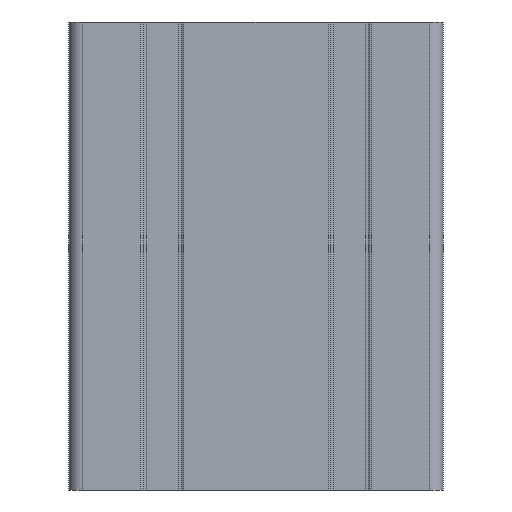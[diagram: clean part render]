
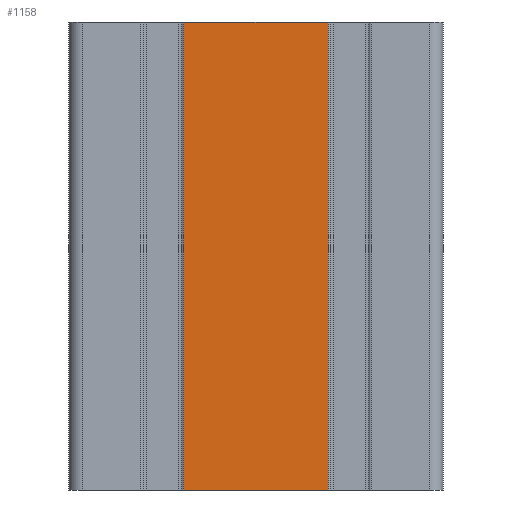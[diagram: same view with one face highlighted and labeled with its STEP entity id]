
A CAD part, left-side view. The second image highlights one B-rep face of the part: STEP entity #1158.
In plain terms, the highlighted planar face has unit normal (-1, 0, 0).
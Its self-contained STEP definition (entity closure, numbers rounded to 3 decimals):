
#38=PLANE('',#1266);
#84=FACE_OUTER_BOUND('',#147,.T.);
#147=EDGE_LOOP('',(#931,#932,#933,#934));
#244=LINE('',#1867,#356);
#256=LINE('',#1907,#368);
#258=LINE('',#1913,#370);
#259=LINE('',#1914,#371);
#356=VECTOR('',#1498,30.8);
#368=VECTOR('',#1538,100.);
#370=VECTOR('',#1544,100.);
#371=VECTOR('',#1545,30.8);
#541=VERTEX_POINT('',#1864);
#542=VERTEX_POINT('',#1866);
#556=VERTEX_POINT('',#1906);
#558=VERTEX_POINT('',#1912);
#680=EDGE_CURVE('',#541,#542,#244,.T.);
#701=EDGE_CURVE('',#542,#556,#256,.T.);
#704=EDGE_CURVE('',#558,#541,#258,.T.);
#705=EDGE_CURVE('',#556,#558,#259,.T.);
#931=ORIENTED_EDGE('',*,*,#701,.F.);
#932=ORIENTED_EDGE('',*,*,#680,.F.);
#933=ORIENTED_EDGE('',*,*,#704,.F.);
#934=ORIENTED_EDGE('',*,*,#705,.F.);
#1158=ADVANCED_FACE('',(#84),#38,.T.);
#1266=AXIS2_PLACEMENT_3D('',#1911,#1542,#1543);
#1498=DIRECTION('',(0.,1.,0.));
#1538=DIRECTION('',(0.,0.,1.));
#1542=DIRECTION('center_axis',(-1.,0.,0.));
#1543=DIRECTION('ref_axis',(0.,-1.,0.));
#1544=DIRECTION('',(0.,0.,-1.));
#1545=DIRECTION('',(0.,-1.,0.));
#1864=CARTESIAN_POINT('',(-8.,-15.4,0.));
#1866=CARTESIAN_POINT('',(-8.,15.4,0.));
#1867=CARTESIAN_POINT('',(-8.,-37.,0.));
#1906=CARTESIAN_POINT('',(-8.,15.4,100.));
#1907=CARTESIAN_POINT('',(-8.,15.4,0.));
#1911=CARTESIAN_POINT('Origin',(-8.,37.,0.));
#1912=CARTESIAN_POINT('',(-8.,-15.4,100.));
#1913=CARTESIAN_POINT('',(-8.,-15.4,0.));
#1914=CARTESIAN_POINT('',(-8.,-37.,100.));
